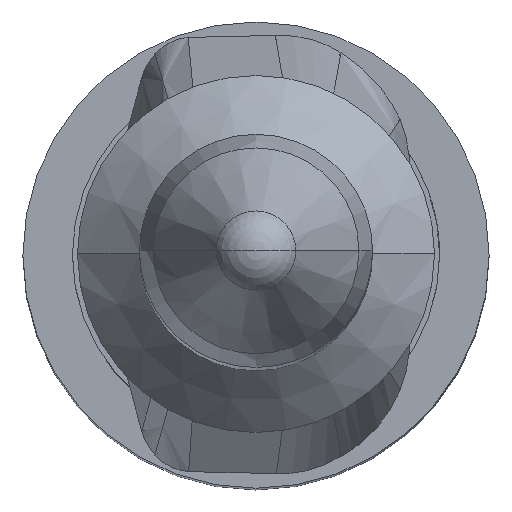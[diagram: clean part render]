
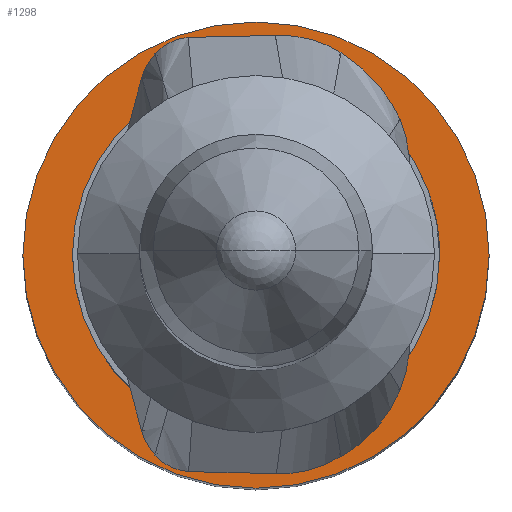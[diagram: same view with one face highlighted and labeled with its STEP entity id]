
A CAD part, top view. The second image highlights one B-rep face of the part: STEP entity #1298.
In plain terms, the highlighted planar face has unit normal (0, 0, 1).
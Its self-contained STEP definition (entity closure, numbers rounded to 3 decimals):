
#9=CARTESIAN_POINT('',(0.,0.,-5.734));
#10=DIRECTION('',(0.,0.,-1.));
#11=DIRECTION('',(-1.,0.,0.));
#12=AXIS2_PLACEMENT_3D('',#9,#10,#11);
#14=CARTESIAN_POINT('',(0.,0.,-5.734));
#15=DIRECTION('',(0.,0.,-1.));
#16=DIRECTION('',(1.,0.,0.));
#17=AXIS2_PLACEMENT_3D('',#14,#15,#16);
#19=CARTESIAN_POINT('',(0.,0.,-5.734));
#20=DIRECTION('',(0.,0.,1.));
#21=DIRECTION('',(-1.,0.,0.));
#22=AXIS2_PLACEMENT_3D('',#19,#20,#21);
#24=CARTESIAN_POINT('',(0.,0.,-5.734));
#25=DIRECTION('',(0.,0.,1.));
#26=DIRECTION('',(1.,0.,0.));
#27=AXIS2_PLACEMENT_3D('',#24,#25,#26);
#1082=CARTESIAN_POINT('',(-1.26,0.,-5.734));
#1083=CARTESIAN_POINT('',(1.26,0.,-5.734));
#1084=VERTEX_POINT('',#1082);
#1085=VERTEX_POINT('',#1083);
#1232=CARTESIAN_POINT('',(-1.6,0.,-5.734));
#1233=CARTESIAN_POINT('',(1.6,0.,-5.734));
#1234=VERTEX_POINT('',#1232);
#1235=VERTEX_POINT('',#1233);
#1283=CARTESIAN_POINT('',(0.,0.,-5.734));
#1284=DIRECTION('',(0.,0.,1.));
#1285=DIRECTION('',(-1.,0.,0.));
#1286=AXIS2_PLACEMENT_3D('',#1283,#1284,#1285);
#1287=PLANE('',#1286);
#1288=ORIENTED_EDGE('',*,*,#1275,.T.);
#1289=ORIENTED_EDGE('',*,*,#1260,.T.);
#1290=EDGE_LOOP('',(#1288,#1289));
#1291=FACE_OUTER_BOUND('',#1290,.F.);
#1293=ORIENTED_EDGE('',*,*,#1292,.T.);
#1295=ORIENTED_EDGE('',*,*,#1294,.T.);
#1296=EDGE_LOOP('',(#1293,#1295));
#1297=FACE_BOUND('',#1296,.F.);
#1298=ADVANCED_FACE('',(#1291,#1297),#1287,.T.);
#13=CIRCLE('',#12,1.6);
#18=CIRCLE('',#17,1.6);
#23=CIRCLE('',#22,1.26);
#28=CIRCLE('',#27,1.26);
#1260=EDGE_CURVE('',#1235,#1234,#18,.T.);
#1275=EDGE_CURVE('',#1234,#1235,#13,.T.);
#1292=EDGE_CURVE('',#1084,#1085,#23,.T.);
#1294=EDGE_CURVE('',#1085,#1084,#28,.T.);
